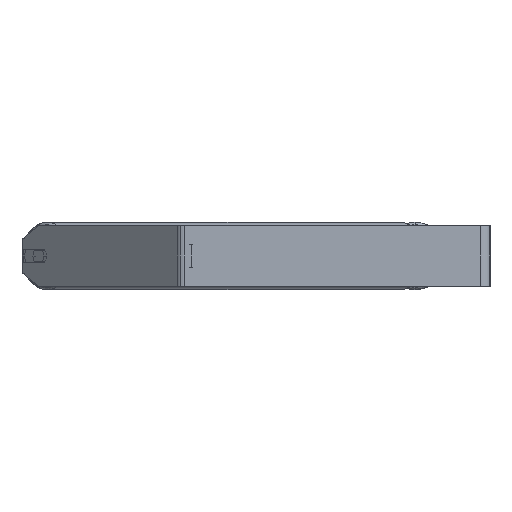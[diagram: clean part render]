
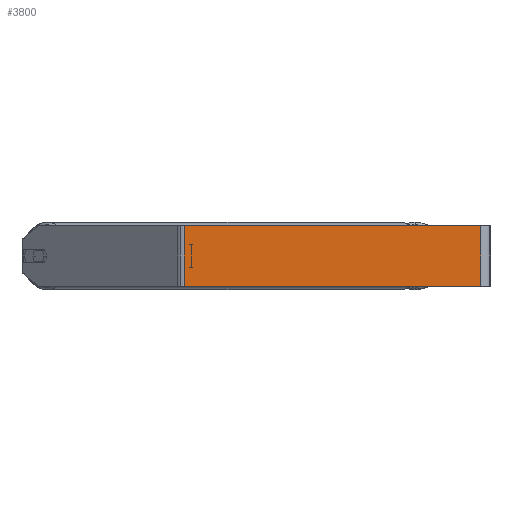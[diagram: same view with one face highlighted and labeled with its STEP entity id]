
A CAD part, left-side view. The second image highlights one B-rep face of the part: STEP entity #3800.
In plain terms, the highlighted planar face has unit normal (-1, 0, 0).
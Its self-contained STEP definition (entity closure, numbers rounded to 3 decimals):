
#58 = CARTESIAN_POINT ( 'NONE',  ( -1045., 404.151, 40. ) ) ;
#94 = DIRECTION ( 'NONE',  ( 0., -1., 0. ) ) ;
#406 = DIRECTION ( 'NONE',  ( 0., -1., 0. ) ) ;
#523 = FACE_OUTER_BOUND ( 'NONE', #1141, .T. ) ;
#870 = CARTESIAN_POINT ( 'NONE',  ( -1045., 12., 40. ) ) ;
#1141 = EDGE_LOOP ( 'NONE', ( #3060, #6184, #7872, #4820 ) ) ;
#1339 = AXIS2_PLACEMENT_3D ( 'NONE', #3394, #1938, #5925 ) ;
#1938 = DIRECTION ( 'NONE',  ( 1., 0., 0. ) ) ;
#1980 = CARTESIAN_POINT ( 'NONE',  ( -1045., 12., 40. ) ) ;
#2340 = VERTEX_POINT ( 'NONE', #3088 ) ;
#2930 = DIRECTION ( 'NONE',  ( 0., 0., -1. ) ) ;
#3005 = LINE ( 'NONE', #3632, #6005 ) ;
#3060 = ORIENTED_EDGE ( 'NONE', *, *, #3213, .T. ) ;
#3088 = CARTESIAN_POINT ( 'NONE',  ( -1045., 404.151, -40. ) ) ;
#3213 = EDGE_CURVE ( 'NONE', #2340, #4870, #7127, .T. ) ;
#3259 = PLANE ( 'NONE',  #1339 ) ;
#3304 = VECTOR ( 'NONE', #406, 1000. ) ;
#3394 = CARTESIAN_POINT ( 'NONE',  ( -1045., 409.121, 40. ) ) ;
#3632 = CARTESIAN_POINT ( 'NONE',  ( -1045., 404.151, 40. ) ) ;
#3774 = CARTESIAN_POINT ( 'NONE',  ( -1045., 409.121, -40. ) ) ;
#3777 = VECTOR ( 'NONE', #94, 1000. ) ;
#3800 = ADVANCED_FACE ( 'NONE', ( #523 ), #3259, .F. ) ;
#4686 = LINE ( 'NONE', #8722, #3777 ) ;
#4782 = EDGE_CURVE ( 'NONE', #8036, #2340, #3005, .T. ) ;
#4820 = ORIENTED_EDGE ( 'NONE', *, *, #4782, .T. ) ;
#4870 = VERTEX_POINT ( 'NONE', #8485 ) ;
#5063 = EDGE_CURVE ( 'NONE', #8646, #4870, #8164, .T. ) ;
#5483 = DIRECTION ( 'NONE',  ( 0., 0., -1. ) ) ;
#5585 = VECTOR ( 'NONE', #5483, 1000. ) ;
#5925 = DIRECTION ( 'NONE',  ( 0., 0., -1. ) ) ;
#6005 = VECTOR ( 'NONE', #2930, 1000. ) ;
#6184 = ORIENTED_EDGE ( 'NONE', *, *, #5063, .F. ) ;
#7120 = EDGE_CURVE ( 'NONE', #8036, #8646, #4686, .T. ) ;
#7127 = LINE ( 'NONE', #3774, #3304 ) ;
#7872 = ORIENTED_EDGE ( 'NONE', *, *, #7120, .F. ) ;
#8036 = VERTEX_POINT ( 'NONE', #58 ) ;
#8164 = LINE ( 'NONE', #870, #5585 ) ;
#8485 = CARTESIAN_POINT ( 'NONE',  ( -1045., 12., -40. ) ) ;
#8646 = VERTEX_POINT ( 'NONE', #1980 ) ;
#8722 = CARTESIAN_POINT ( 'NONE',  ( -1045., 409.121, 40. ) ) ;
